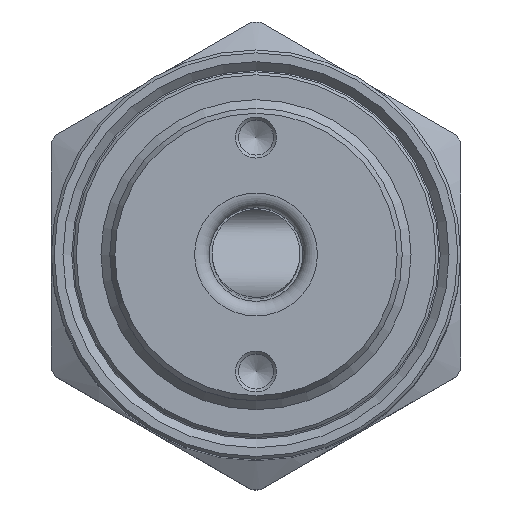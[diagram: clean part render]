
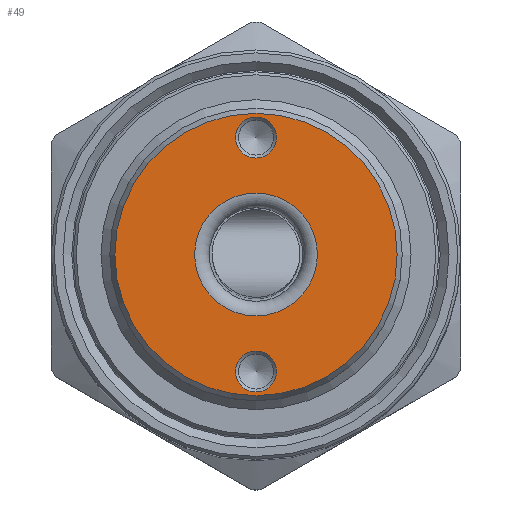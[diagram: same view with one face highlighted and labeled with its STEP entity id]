
A CAD part, top view. The second image highlights one B-rep face of the part: STEP entity #49.
In plain terms, the highlighted planar face has unit normal (0, 0, 1).
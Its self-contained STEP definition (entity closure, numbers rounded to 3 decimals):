
#49 = ADVANCED_FACE ( 'NONE', ( #167, #822, #875, #240 ), #1662, .F. ) ;
#165 = EDGE_LOOP ( 'NONE', ( #3208 ) ) ;
#167 = FACE_BOUND ( 'NONE', #253, .T. ) ;
#212 = CIRCLE ( 'NONE', #1809, 0.7 ) ;
#227 = VERTEX_POINT ( 'NONE', #3189 ) ;
#240 = FACE_OUTER_BOUND ( 'NONE', #165, .T. ) ;
#253 = EDGE_LOOP ( 'NONE', ( #3300 ) ) ;
#266 = CIRCLE ( 'NONE', #1811, 2.1 ) ;
#360 = VERTEX_POINT ( 'NONE', #3188 ) ;
#447 = CIRCLE ( 'NONE', #1808, 4.827 ) ;
#484 = EDGE_LOOP ( 'NONE', ( #3333 ) ) ;
#507 = VERTEX_POINT ( 'NONE', #3191 ) ;
#529 = EDGE_LOOP ( 'NONE', ( #3328 ) ) ;
#551 = CIRCLE ( 'NONE', #1810, 0.7 ) ;
#599 = VERTEX_POINT ( 'NONE', #3190 ) ;
#822 = FACE_BOUND ( 'NONE', #529, .T. ) ;
#875 = FACE_BOUND ( 'NONE', #484, .T. ) ;
#1618 = DIRECTION ( 'NONE',  ( 0., 0., -1. ) ) ;
#1662 = PLANE ( 'NONE',  #3538 ) ;
#1669 = DIRECTION ( 'NONE',  ( -1., 0., 0. ) ) ;
#1690 = CARTESIAN_POINT ( 'NONE',  ( 0., -4.827, 8.3 ) ) ;
#1808 = AXIS2_PLACEMENT_3D ( 'NONE', #2209, #2210, #2211 ) ;
#1809 = AXIS2_PLACEMENT_3D ( 'NONE', #2212, #2213, #2214 ) ;
#1810 = AXIS2_PLACEMENT_3D ( 'NONE', #2215, #2216, #2217 ) ;
#1811 = AXIS2_PLACEMENT_3D ( 'NONE', #2218, #2219, #2220 ) ;
#2209 = CARTESIAN_POINT ( 'NONE',  ( 0., 0., 8.3 ) ) ;
#2210 = DIRECTION ( 'NONE',  ( 0., 0., 1. ) ) ;
#2211 = DIRECTION ( 'NONE',  ( 1., 0., 0. ) ) ;
#2212 = CARTESIAN_POINT ( 'NONE',  ( 0., 4., 8.3 ) ) ;
#2213 = DIRECTION ( 'NONE',  ( 0., 0., 1. ) ) ;
#2214 = DIRECTION ( 'NONE',  ( 1., 0., 0. ) ) ;
#2215 = CARTESIAN_POINT ( 'NONE',  ( 0., -4., 8.3 ) ) ;
#2216 = DIRECTION ( 'NONE',  ( 0., 0., 1. ) ) ;
#2217 = DIRECTION ( 'NONE',  ( 1., 0., 0. ) ) ;
#2218 = CARTESIAN_POINT ( 'NONE',  ( 0., 0., 8.3 ) ) ;
#2219 = DIRECTION ( 'NONE',  ( 0., 0., 1. ) ) ;
#2220 = DIRECTION ( 'NONE',  ( 1., 0., 0. ) ) ;
#3188 = CARTESIAN_POINT ( 'NONE',  ( 4.827, 0., 8.3 ) ) ;
#3189 = CARTESIAN_POINT ( 'NONE',  ( 0.7, 4., 8.3 ) ) ;
#3190 = CARTESIAN_POINT ( 'NONE',  ( 0.7, -4., 8.3 ) ) ;
#3191 = CARTESIAN_POINT ( 'NONE',  ( 2.1, 0., 8.3 ) ) ;
#3208 = ORIENTED_EDGE ( 'NONE', *, *, #3433, .T. ) ;
#3300 = ORIENTED_EDGE ( 'NONE', *, *, #3435, .F. ) ;
#3328 = ORIENTED_EDGE ( 'NONE', *, *, #3434, .F. ) ;
#3333 = ORIENTED_EDGE ( 'NONE', *, *, #3436, .F. ) ;
#3433 = EDGE_CURVE ( 'NONE', #360, #360, #447, .T. ) ;
#3434 = EDGE_CURVE ( 'NONE', #227, #227, #212, .T. ) ;
#3435 = EDGE_CURVE ( 'NONE', #599, #599, #551, .T. ) ;
#3436 = EDGE_CURVE ( 'NONE', #507, #507, #266, .T. ) ;
#3538 = AXIS2_PLACEMENT_3D ( 'NONE', #1690, #1618, #1669 ) ;
